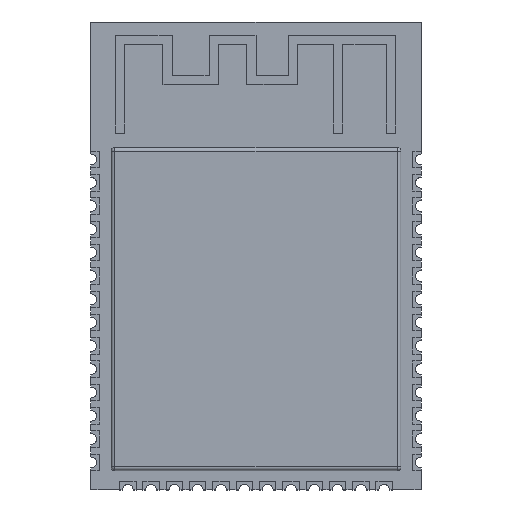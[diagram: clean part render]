
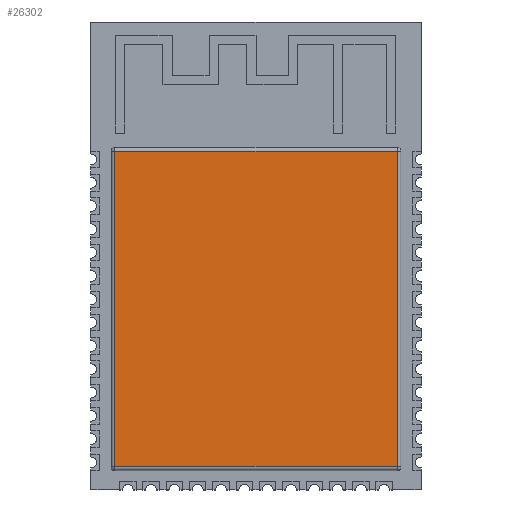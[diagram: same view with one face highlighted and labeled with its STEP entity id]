
A CAD part, top view. The second image highlights one B-rep face of the part: STEP entity #26302.
In plain terms, the highlighted planar face has unit normal (0, 0, 1).
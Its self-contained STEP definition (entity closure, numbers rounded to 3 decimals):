
#91 = LINE ( 'NONE', #28075, #12731 ) ;
#622 = LINE ( 'NONE', #16382, #18826 ) ;
#727 = CARTESIAN_POINT ( 'NONE',  ( 7.7, 5.7, 3.1 ) ) ;
#1556 = ORIENTED_EDGE ( 'NONE', *, *, #20574, .T. ) ;
#1659 = ORIENTED_EDGE ( 'NONE', *, *, #15841, .T. ) ;
#4151 = VERTEX_POINT ( 'NONE', #10275 ) ;
#4606 = VERTEX_POINT ( 'NONE', #23823 ) ;
#6035 = DIRECTION ( 'NONE',  ( 0., 0., -1. ) ) ;
#6423 = CARTESIAN_POINT ( 'NONE',  ( -7.7, -11.5, 3.1 ) ) ;
#7011 = EDGE_LOOP ( 'NONE', ( #14058, #1659, #20508, #1556 ) ) ;
#7957 = VECTOR ( 'NONE', #21361, 1000. ) ;
#10275 = CARTESIAN_POINT ( 'NONE',  ( 7.7, -11.5, 3.1 ) ) ;
#10485 = VERTEX_POINT ( 'NONE', #727 ) ;
#10735 = VECTOR ( 'NONE', #22552, 1000. ) ;
#10769 = PLANE ( 'NONE',  #14890 ) ;
#11932 = VERTEX_POINT ( 'NONE', #6423 ) ;
#12731 = VECTOR ( 'NONE', #30394, 1000. ) ;
#12979 = CARTESIAN_POINT ( 'NONE',  ( 7.7, 0., 3.1 ) ) ;
#14058 = ORIENTED_EDGE ( 'NONE', *, *, #14233, .T. ) ;
#14138 = CARTESIAN_POINT ( 'NONE',  ( 0., -11.5, 3.1 ) ) ;
#14233 = EDGE_CURVE ( 'NONE', #4606, #11932, #622, .T. ) ;
#14890 = AXIS2_PLACEMENT_3D ( 'NONE', #20256, #6035, #22609 ) ;
#15418 = FACE_OUTER_BOUND ( 'NONE', #7011, .T. ) ;
#15841 = EDGE_CURVE ( 'NONE', #11932, #4151, #26775, .T. ) ;
#16382 = CARTESIAN_POINT ( 'NONE',  ( -7.7, 0., 3.1 ) ) ;
#17415 = EDGE_CURVE ( 'NONE', #4151, #10485, #23263, .T. ) ;
#18826 = VECTOR ( 'NONE', #28106, 1000. ) ;
#20256 = CARTESIAN_POINT ( 'NONE',  ( 0., 0., 3.1 ) ) ;
#20508 = ORIENTED_EDGE ( 'NONE', *, *, #17415, .T. ) ;
#20574 = EDGE_CURVE ( 'NONE', #10485, #4606, #91, .T. ) ;
#21361 = DIRECTION ( 'NONE',  ( 1., 0., 0. ) ) ;
#22552 = DIRECTION ( 'NONE',  ( 0., 1., 0. ) ) ;
#22609 = DIRECTION ( 'NONE',  ( -1., 0., 0. ) ) ;
#23263 = LINE ( 'NONE', #12979, #10735 ) ;
#23823 = CARTESIAN_POINT ( 'NONE',  ( -7.7, 5.7, 3.1 ) ) ;
#26302 = ADVANCED_FACE ( 'NONE', ( #15418 ), #10769, .F. ) ;
#26775 = LINE ( 'NONE', #14138, #7957 ) ;
#28075 = CARTESIAN_POINT ( 'NONE',  ( 0., 5.7, 3.1 ) ) ;
#28106 = DIRECTION ( 'NONE',  ( 0., -1., 0. ) ) ;
#30394 = DIRECTION ( 'NONE',  ( -1., 0., 0. ) ) ;
